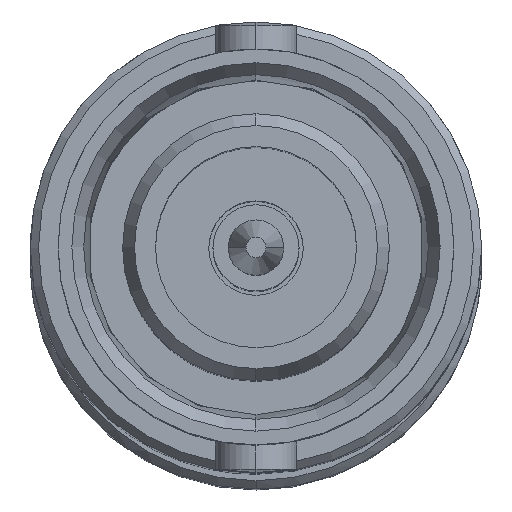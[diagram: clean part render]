
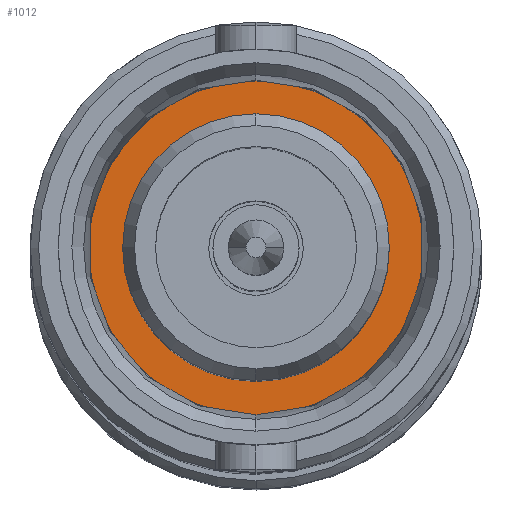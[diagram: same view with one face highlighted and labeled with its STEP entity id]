
A CAD part, top view. The second image highlights one B-rep face of the part: STEP entity #1012.
In plain terms, the highlighted face is planar.
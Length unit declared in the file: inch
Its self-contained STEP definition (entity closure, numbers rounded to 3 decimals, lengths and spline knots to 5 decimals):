
#108 = CARTESIAN_POINT ( 'NONE',  ( 0.62992, 0., 0. ) ) ;
#146 = VERTEX_POINT ( 'NONE', #4447 ) ;
#260 = DIRECTION ( 'NONE',  ( 0., -1., 0. ) ) ;
#262 = CIRCLE ( 'NONE', #3831, 0.16043 ) ;
#273 = AXIS2_PLACEMENT_3D ( 'NONE', #2329, #947, #2014 ) ;
#470 = CARTESIAN_POINT ( 'NONE',  ( 0.62992, 0., 0. ) ) ;
#522 = ORIENTED_EDGE ( 'NONE', *, *, #3523, .F. ) ;
#617 = ORIENTED_EDGE ( 'NONE', *, *, #3219, .T. ) ;
#840 = AXIS2_PLACEMENT_3D ( 'NONE', #1263, #2727, #3823 ) ;
#880 = DIRECTION ( 'NONE',  ( 0., 1., 0. ) ) ;
#947 = DIRECTION ( 'NONE',  ( -1., 0., 0. ) ) ;
#1012 = ADVANCED_FACE ( 'NONE', ( #3141, #1621 ), #4627, .T. ) ;
#1200 = ORIENTED_EDGE ( 'NONE', *, *, #1464, .F. ) ;
#1263 = CARTESIAN_POINT ( 'NONE',  ( 0.62992, 0., 0. ) ) ;
#1464 = EDGE_CURVE ( 'NONE', #2650, #146, #3211, .T. ) ;
#1538 = DIRECTION ( 'NONE',  ( 0., 1., 0. ) ) ;
#1621 = FACE_OUTER_BOUND ( 'NONE', #4503, .T. ) ;
#1907 = VERTEX_POINT ( 'NONE', #2119 ) ;
#1916 = DIRECTION ( 'NONE',  ( 1., 0., 0. ) ) ;
#1983 = DIRECTION ( 'NONE',  ( -1., 0., 0. ) ) ;
#2014 = DIRECTION ( 'NONE',  ( 0., 1., 0. ) ) ;
#2119 = CARTESIAN_POINT ( 'NONE',  ( 0.62992, 0.16043, 0. ) ) ;
#2177 = AXIS2_PLACEMENT_3D ( 'NONE', #2764, #2464, #260 ) ;
#2192 = VERTEX_POINT ( 'NONE', #2804 ) ;
#2329 = CARTESIAN_POINT ( 'NONE',  ( 0.62992, 0., 0. ) ) ;
#2416 = CIRCLE ( 'NONE', #2177, 0.12795 ) ;
#2464 = DIRECTION ( 'NONE',  ( -1., 0., 0. ) ) ;
#2650 = VERTEX_POINT ( 'NONE', #4198 ) ;
#2727 = DIRECTION ( 'NONE',  ( -1., 0., 0. ) ) ;
#2764 = CARTESIAN_POINT ( 'NONE',  ( 0.62992, 0., 0. ) ) ;
#2804 = CARTESIAN_POINT ( 'NONE',  ( 0.62992, -0.16043, 0. ) ) ;
#2977 = AXIS2_PLACEMENT_3D ( 'NONE', #108, #1983, #880 ) ;
#3141 = FACE_BOUND ( 'NONE', #3167, .T. ) ;
#3167 = EDGE_LOOP ( 'NONE', ( #522, #1200 ) ) ;
#3211 = CIRCLE ( 'NONE', #273, 0.12795 ) ;
#3215 = EDGE_CURVE ( 'NONE', #1907, #2192, #262, .T. ) ;
#3219 = EDGE_CURVE ( 'NONE', #1907, #2192, #4155, .T. ) ;
#3523 = EDGE_CURVE ( 'NONE', #146, #2650, #2416, .T. ) ;
#3823 = DIRECTION ( 'NONE',  ( 0., 0., 1. ) ) ;
#3831 = AXIS2_PLACEMENT_3D ( 'NONE', #470, #1916, #1538 ) ;
#4155 = CIRCLE ( 'NONE', #2977, 0.16043 ) ;
#4177 = ORIENTED_EDGE ( 'NONE', *, *, #3215, .F. ) ;
#4198 = CARTESIAN_POINT ( 'NONE',  ( 0.62992, 0.12795, 0. ) ) ;
#4447 = CARTESIAN_POINT ( 'NONE',  ( 0.62992, -0.12795, 0. ) ) ;
#4503 = EDGE_LOOP ( 'NONE', ( #617, #4177 ) ) ;
#4627 = PLANE ( 'NONE',  #840 ) ;
